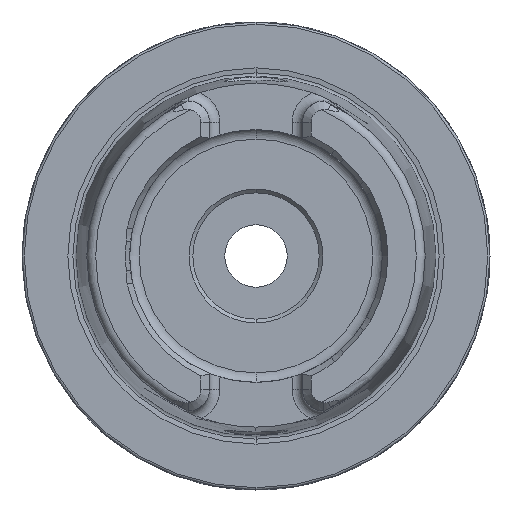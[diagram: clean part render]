
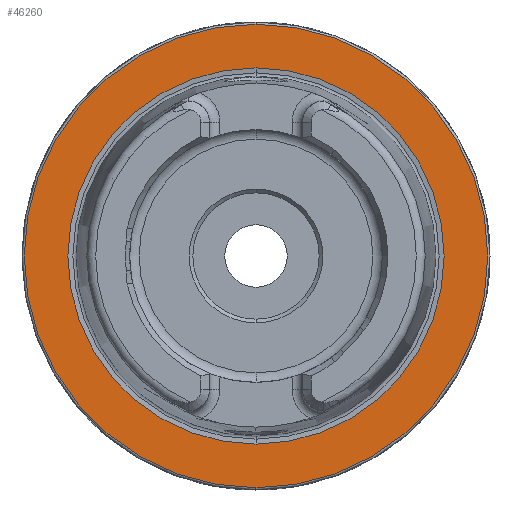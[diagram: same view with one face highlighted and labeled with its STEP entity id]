
A CAD part, left-side view. The second image highlights one B-rep face of the part: STEP entity #46260.
In plain terms, the highlighted planar face has unit normal (-1, 0, 0).
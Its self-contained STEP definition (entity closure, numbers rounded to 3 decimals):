
#96 = CARTESIAN_POINT ( 'NONE',  ( 0., 0., -25.324 ) ) ;
#429 = ORIENTED_EDGE ( 'NONE', *, *, #42712, .F. ) ;
#2620 = EDGE_CURVE ( 'NONE', #26895, #6902, #11817, .T. ) ;
#2768 = AXIS2_PLACEMENT_3D ( 'NONE', #9499, #38207, #9728 ) ;
#3826 = CIRCLE ( 'NONE', #25802, 31.2 ) ;
#6316 = CARTESIAN_POINT ( 'NONE',  ( 0., 0., 0. ) ) ;
#6902 = VERTEX_POINT ( 'NONE', #22567 ) ;
#8217 = DIRECTION ( 'NONE',  ( 0., 0., 1. ) ) ;
#8340 = CIRCLE ( 'NONE', #34840, 25.324 ) ;
#8427 = CARTESIAN_POINT ( 'NONE',  ( 0., 0., 0. ) ) ;
#9499 = CARTESIAN_POINT ( 'NONE',  ( 0., 31.2, 0. ) ) ;
#9728 = DIRECTION ( 'NONE',  ( 0., 0., -1. ) ) ;
#11817 = CIRCLE ( 'NONE', #41346, 31.2 ) ;
#12678 = CARTESIAN_POINT ( 'NONE',  ( 0., 0., 25.324 ) ) ;
#14277 = VERTEX_POINT ( 'NONE', #12678 ) ;
#22450 = CARTESIAN_POINT ( 'NONE',  ( 0., 0., 0. ) ) ;
#22567 = CARTESIAN_POINT ( 'NONE',  ( 0., 0., 31.2 ) ) ;
#23119 = DIRECTION ( 'NONE',  ( -1., 0., 0. ) ) ;
#24211 = FACE_OUTER_BOUND ( 'NONE', #36826, .T. ) ;
#25802 = AXIS2_PLACEMENT_3D ( 'NONE', #8427, #23119, #30703 ) ;
#26895 = VERTEX_POINT ( 'NONE', #45940 ) ;
#27480 = VERTEX_POINT ( 'NONE', #96 ) ;
#28134 = ORIENTED_EDGE ( 'NONE', *, *, #2620, .T. ) ;
#28229 = PLANE ( 'NONE',  #2768 ) ;
#30703 = DIRECTION ( 'NONE',  ( 0., 0., 1. ) ) ;
#31459 = DIRECTION ( 'NONE',  ( 0., 0., 1. ) ) ;
#32009 = FACE_BOUND ( 'NONE', #39205, .T. ) ;
#33401 = EDGE_CURVE ( 'NONE', #14277, #27480, #8340, .T. ) ;
#33741 = DIRECTION ( 'NONE',  ( 0., 0., 1. ) ) ;
#34818 = EDGE_CURVE ( 'NONE', #6902, #26895, #3826, .T. ) ;
#34840 = AXIS2_PLACEMENT_3D ( 'NONE', #6316, #39044, #31459 ) ;
#36826 = EDGE_LOOP ( 'NONE', ( #44941, #28134 ) ) ;
#38207 = DIRECTION ( 'NONE',  ( 1., 0., 0. ) ) ;
#38797 = ORIENTED_EDGE ( 'NONE', *, *, #33401, .F. ) ;
#39044 = DIRECTION ( 'NONE',  ( -1., 0., 0. ) ) ;
#39205 = EDGE_LOOP ( 'NONE', ( #38797, #429 ) ) ;
#41200 = CIRCLE ( 'NONE', #44984, 25.324 ) ;
#41346 = AXIS2_PLACEMENT_3D ( 'NONE', #44632, #44395, #33741 ) ;
#42712 = EDGE_CURVE ( 'NONE', #27480, #14277, #41200, .T. ) ;
#44243 = DIRECTION ( 'NONE',  ( -1., 0., 0. ) ) ;
#44395 = DIRECTION ( 'NONE',  ( -1., 0., 0. ) ) ;
#44632 = CARTESIAN_POINT ( 'NONE',  ( 0., 0., 0. ) ) ;
#44941 = ORIENTED_EDGE ( 'NONE', *, *, #34818, .T. ) ;
#44984 = AXIS2_PLACEMENT_3D ( 'NONE', #22450, #44243, #8217 ) ;
#45940 = CARTESIAN_POINT ( 'NONE',  ( 0., 0., -31.2 ) ) ;
#46260 = ADVANCED_FACE ( 'NONE', ( #32009, #24211 ), #28229, .F. ) ;
